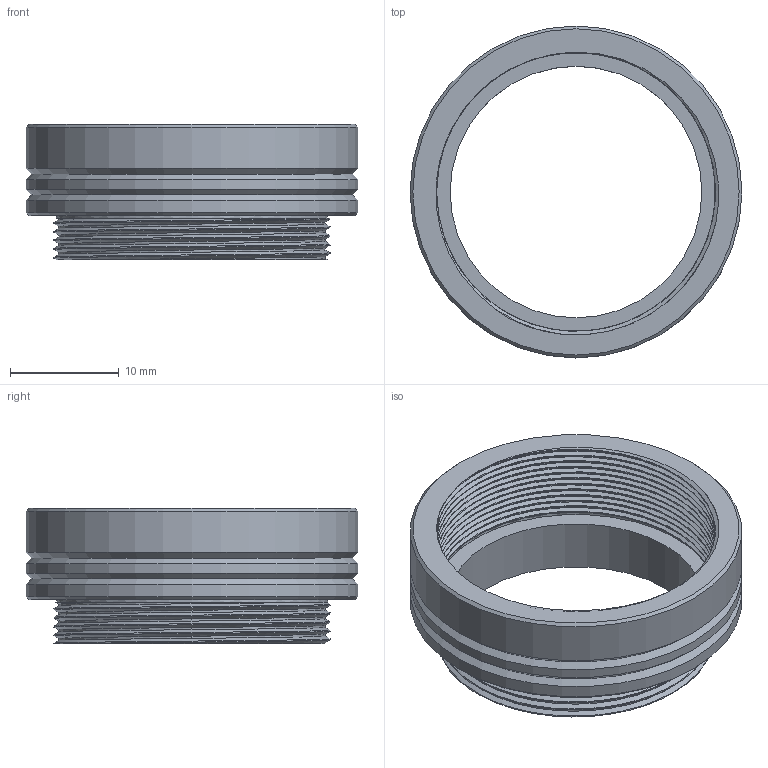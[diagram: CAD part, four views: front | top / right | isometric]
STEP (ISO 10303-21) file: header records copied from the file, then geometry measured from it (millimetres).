
FILE_DESCRIPTION(/* description */ (''),/* implementation_level */ '2;1');
FILE_NAME(/* name */ 'Camera Adapter.step',/* time_stamp */ '2025-11-06T16:31:39Z',/* author */ (''),/* organization */ (''),/* preprocessor_version */ 'ST-DEVELOPER v20.1',/* originating_system */ 'Autodesk Translation Framework v14.17.0.0',/* authorisation */ '');
FILE_SCHEMA (('AUTOMOTIVE_DESIGN { 1 0 10303 214 3 1 1 }'));
Length unit declared in the file: inch
Products named in the file (1): Camera Adapter
Bounding box: 30.48 x 30.48 x 12.45 mm (x, y, z)
Volume: 1973.2 mm3; surface area: 3352.5 mm2
Topology: 1 solids, 1 shells, 547 faces, 1481 edges, 985 vertices
Faces by surface type: plane 262, bspline 236, cylinder 43, cone 6
Full cylindrical faces by diameter (mm): 23.114 x1, 24.514 x4, 24.892 x1, 25.372 x4, 25.603 x10, 26.111 x1, 26.289 x11, 30.48 x3
Entity records: 29604 total; most frequent: CARTESIAN_POINT 16833, ORIENTED_EDGE 2962, DIRECTION 1694, EDGE_CURVE 1481, VERTEX_POINT 985, LINE 898, VECTOR 898, EDGE_LOOP 598
